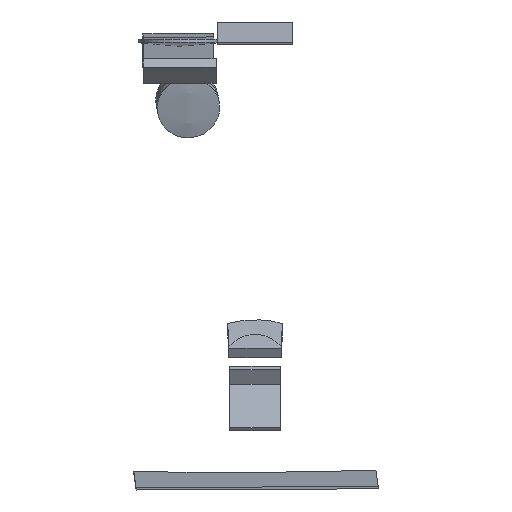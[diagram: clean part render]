
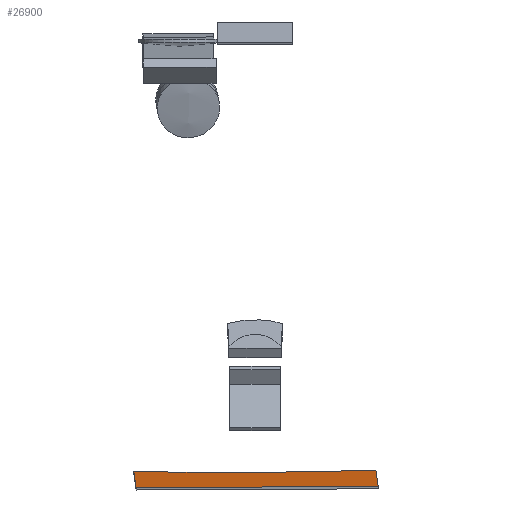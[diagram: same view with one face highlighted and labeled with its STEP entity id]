
A CAD part, front view. The second image highlights one B-rep face of the part: STEP entity #26900.
In plain terms, the highlighted free-form (B-spline) face has degree [3, 1] with [16, 2] control points.
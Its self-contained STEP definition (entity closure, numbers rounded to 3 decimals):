
#25830 = CARTESIAN_POINT ('', (30.938, -226.504, 11990.645));
#25840 = VERTEX_POINT ('', #25830);
#25920 = CARTESIAN_POINT ('', (31.521, -248.039, 11986.542));
#25930 = VERTEX_POINT ('', #25920);
#25940 = CARTESIAN_POINT ('', (30.938, -226.504, 11990.645));
#25950 = CARTESIAN_POINT ('', (31.521, -248.039, 11986.542));
#25960 = B_SPLINE_CURVE_WITH_KNOTS ('', 1, (#25940, #25950), .UNSPECIFIED., .F., .U., (2, 2), (0., 1.), .UNSPECIFIED.);
#25970 = EDGE_CURVE ('', #25840, #25930, #25960, .T.);
#26190 = CARTESIAN_POINT ('', (-31.04, -228.123, 11990.337));
#26200 = VERTEX_POINT ('', #26190);
#26210 = CARTESIAN_POINT ('', (30.938, -226.504, 11990.645));
#26220 = CARTESIAN_POINT ('', (28.18, -226.916, 11990.567));
#26230 = CARTESIAN_POINT ('', (25.414, -227.283, 11990.497));
#26240 = CARTESIAN_POINT ('', (18.913, -228.036, 11990.353));
#26250 = CARTESIAN_POINT ('', (15.17, -228.386, 11990.287));
#26260 = CARTESIAN_POINT ('', (7.674, -228.92, 11990.185));
#26270 = CARTESIAN_POINT ('', (3.918, -229.104, 11990.15));
#26280 = CARTESIAN_POINT ('', (-0.313, -229.217, 11990.128));
#26290 = CARTESIAN_POINT ('', (-0.787, -229.228, 11990.126));
#26300 = CARTESIAN_POINT ('', (-3.747, -229.291, 11990.114));
#26310 = CARTESIAN_POINT ('', (-6.234, -229.307, 11990.111));
#26320 = CARTESIAN_POINT ('', (-12.446, -229.256, 11990.121));
#26330 = CARTESIAN_POINT ('', (-16.172, -229.144, 11990.142));
#26340 = CARTESIAN_POINT ('', (-23.614, -228.756, 11990.216));
#26350 = CARTESIAN_POINT ('', (-27.331, -228.48, 11990.269));
#26360 = CARTESIAN_POINT ('', (-31.04, -228.123, 11990.337));
#26370 = B_SPLINE_CURVE_WITH_KNOTS ('', 3, (#26210, #26220, #26230, #26240, #26250, #26260, #26270, #26280, #26290, #26300, #26310, #26320, #26330, #26340, #26350, #26360), .UNSPECIFIED., .F., .U., (4, 2, 2, 2, 2, 2, 2, 4), (0., 8.369, 19.641, 30.916, 32.339, 39.799, 50.976, 62.156), .UNSPECIFIED.);
#26380 = EDGE_CURVE ('', #25840, #26200, #26370, .T.);
#26390 = ORIENTED_EDGE ('', *, *, #26380, .T.);
#26400 = CARTESIAN_POINT ('', (-30.457, -249.657, 11986.233));
#26410 = VERTEX_POINT ('', #26400);
#26420 = CARTESIAN_POINT ('', (-31.04, -228.123, 11990.337));
#26430 = CARTESIAN_POINT ('', (-30.457, -249.657, 11986.233));
#26440 = B_SPLINE_CURVE_WITH_KNOTS ('', 1, (#26420, #26430), .UNSPECIFIED., .F., .U., (2, 2), (0., 1.), .UNSPECIFIED.);
#26450 = EDGE_CURVE ('', #26200, #26410, #26440, .T.);
#26460 = ORIENTED_EDGE ('', *, *, #26450, .T.);
#26470 = CARTESIAN_POINT ('', (31.521, -248.039, 11986.542));
#26480 = CARTESIAN_POINT ('', (10.861, -248.578, 11986.439));
#26490 = CARTESIAN_POINT ('', (-9.798, -249.118, 11986.336));
#26500 = CARTESIAN_POINT ('', (-30.457, -249.657, 11986.233));
#26510 = B_SPLINE_CURVE_WITH_KNOTS ('', 3, (#26470, #26480, #26490, #26500), .UNSPECIFIED., .F., .U., (4, 4), (0., 62.), .UNSPECIFIED.);
#26520 = EDGE_CURVE ('', #25930, #26410, #26510, .T.);
#26530 = ORIENTED_EDGE ('', *, *, #26520, .F.);
#26540 = ORIENTED_EDGE ('', *, *, #25970, .F.);
#26550 = EDGE_LOOP ('', (#26390, #26460, #26530, #26540));
#26560 = FACE_OUTER_BOUND ('', #26550, .T.);
#26570 = CARTESIAN_POINT ('', (30.938, -226.504, 11990.645));
#26580 = CARTESIAN_POINT ('', (31.521, -248.039, 11986.542));
#26590 = CARTESIAN_POINT ('', (28.18, -226.916, 11990.567));
#26600 = CARTESIAN_POINT ('', (28.739, -248.111, 11986.528));
#26610 = CARTESIAN_POINT ('', (25.414, -227.283, 11990.497));
#26620 = CARTESIAN_POINT ('', (25.957, -248.184, 11986.514));
#26630 = CARTESIAN_POINT ('', (18.913, -228.036, 11990.353));
#26640 = CARTESIAN_POINT ('', (19.429, -248.354, 11986.482));
#26650 = CARTESIAN_POINT ('', (15.17, -228.386, 11990.287));
#26660 = CARTESIAN_POINT ('', (15.682, -248.452, 11986.463));
#26670 = CARTESIAN_POINT ('', (7.674, -228.92, 11990.185));
#26680 = CARTESIAN_POINT ('', (8.188, -248.648, 11986.426));
#26690 = CARTESIAN_POINT ('', (3.918, -229.104, 11990.15));
#26700 = CARTESIAN_POINT ('', (4.44, -248.746, 11986.407));
#26710 = CARTESIAN_POINT ('', (-0.313, -229.217, 11990.128));
#26720 = CARTESIAN_POINT ('', (0.22, -248.856, 11986.386));
#26730 = CARTESIAN_POINT ('', (-0.787, -229.228, 11990.126));
#26740 = CARTESIAN_POINT ('', (-0.253, -248.869, 11986.384));
#26750 = CARTESIAN_POINT ('', (-3.747, -229.291, 11990.114));
#26760 = CARTESIAN_POINT ('', (-3.206, -248.946, 11986.369));
#26770 = CARTESIAN_POINT ('', (-6.234, -229.307, 11990.111));
#26780 = CARTESIAN_POINT ('', (-5.685, -249.01, 11986.357));
#26790 = CARTESIAN_POINT ('', (-12.446, -229.256, 11990.121));
#26800 = CARTESIAN_POINT ('', (-11.88, -249.172, 11986.326));
#26810 = CARTESIAN_POINT ('', (-16.172, -229.144, 11990.142));
#26820 = CARTESIAN_POINT ('', (-15.595, -249.269, 11986.307));
#26830 = CARTESIAN_POINT ('', (-23.614, -228.756, 11990.216));
#26840 = CARTESIAN_POINT ('', (-23.025, -249.463, 11986.27));
#26850 = CARTESIAN_POINT ('', (-27.331, -228.48, 11990.269));
#26860 = CARTESIAN_POINT ('', (-26.741, -249.56, 11986.252));
#26870 = CARTESIAN_POINT ('', (-31.04, -228.123, 11990.337));
#26880 = CARTESIAN_POINT ('', (-30.457, -249.657, 11986.233));
#26890 = B_SPLINE_SURFACE_WITH_KNOTS ('', 3, 1, ((#26570, #26580), (#26590, #26600), (#26610, #26620), (#26630, #26640), (#26650, #26660), (#26670, #26680), (#26690, #26700), (#26710, #26720), (#26730, #26740), (#26750, #26760), (#26770, #26780), (#26790, #26800), (#26810, #26820), (#26830, #26840), (#26850, #26860), (#26870, #26880)), .UNSPECIFIED., .F., .F., .U., (4, 2, 2, 2, 2, 2, 2, 4), (2, 2), (0., 0.135, 0.316, 0.497, 0.52, 0.64, 0.82, 1.), (0., 1.), .UNSPECIFIED.);
#26900 = ADVANCED_FACE ('', (#26560), #26890, .T.);
